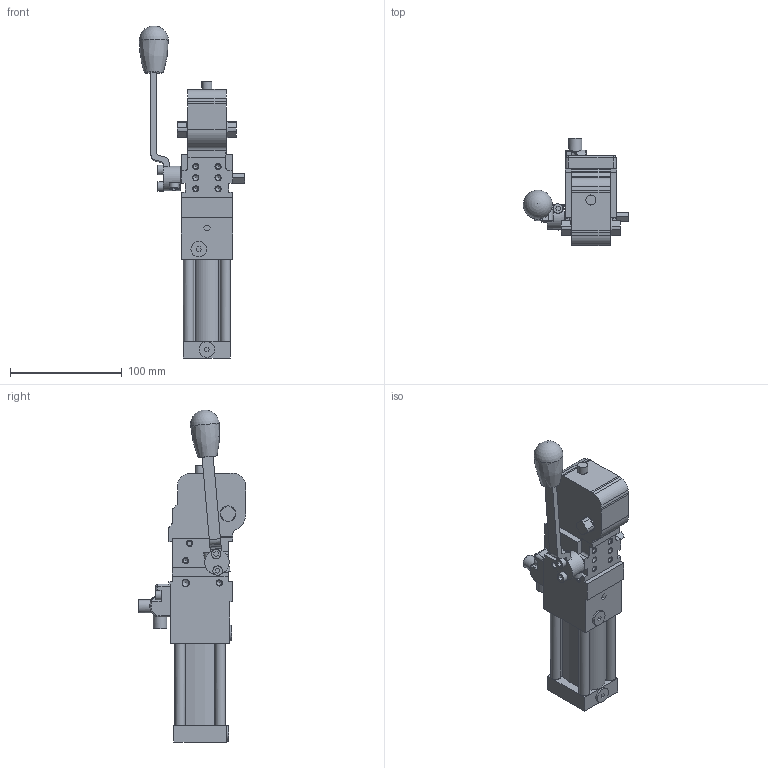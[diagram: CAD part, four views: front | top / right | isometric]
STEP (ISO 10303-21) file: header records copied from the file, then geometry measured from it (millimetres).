
FILE_DESCRIPTION(/* description */ (''),/* implementation_level */ '2;1');
FILE_NAME(/* name */ 'C1D232EG###.stp',/* time_stamp */ '2016-10-24T15:40:13+02:00',/* author */ ('donadda1'),/* organization */ ('Pneumax S.p.A.'),/* preprocessor_version */ 'ST-DEVELOPER v15.2',/* originating_system */ 'Autodesk Inventor 2014',/* authorisation */ '');
FILE_SCHEMA (('AUTOMOTIVE_DESIGN { 1 0 10303 214 3 1 1 }'));
Length unit declared in the file: millimetre
Products named in the file (5): CHIUSURA 32-MANUALE; ES001_CONN_90°; ES001; HAND-LEVER-D2; C1D232EG###
Bounding box: 94.5 x 96.6 x 297.48 mm (x, y, z)
Volume: 531928.3 mm3; surface area: 82813.6 mm2
Topology: 4 solids, 4 shells, 443 faces, 1092 edges, 701 vertices
Faces by surface type: plane 253, cylinder 123, cone 46, bspline 10, torus 8, sphere 3
Full cylindrical faces by diameter (mm): 4.134 x16, 5 x8, 5.489 x4, 6 x2, 8.5 x8, 8.566 x2, 9 x1, 12 x2, 14 x4, 22 x1
Entity records: 12610 total; most frequent: CARTESIAN_POINT 2411, DIRECTION 2151, ORIENTED_EDGE 1920, EDGE_CURVE 960, AXIS2_PLACEMENT_3D 767, VERTEX_POINT 664, LINE 617, VECTOR 617
